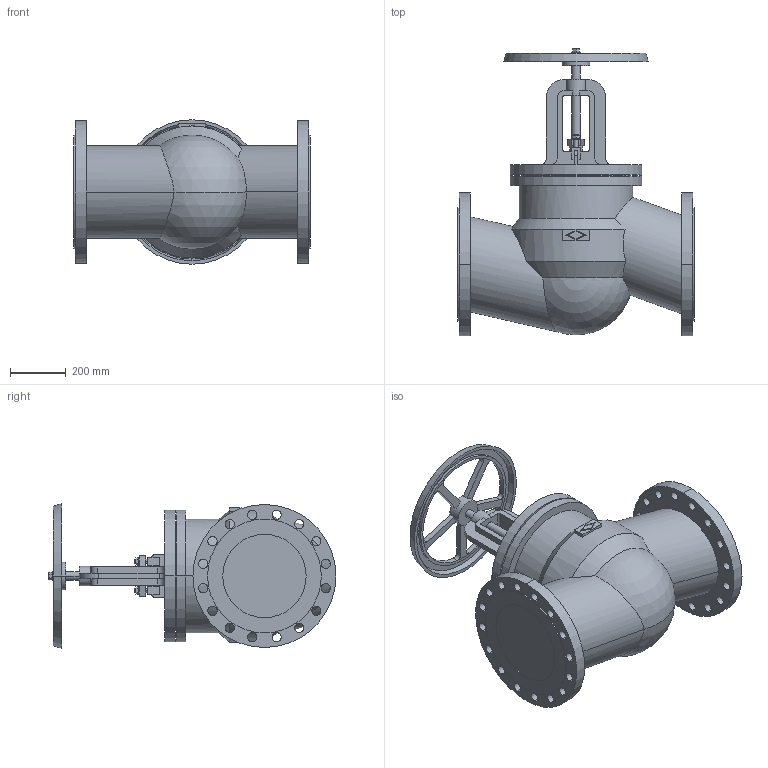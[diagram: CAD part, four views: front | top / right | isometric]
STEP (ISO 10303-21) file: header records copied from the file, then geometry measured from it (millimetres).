
FILE_DESCRIPTION(('OneSpaceDesigner STEP Export'),'2;1');
FILE_NAME('c000002065.stp','2005-12-02T11:12:35',(''),(''),'OneSpace Designer STEP processor for AP203 (Solid Model)','OneSpace Designer 13.20A 18-Aug-2005 (C) CoCreate Software GmbH','');
FILE_SCHEMA(('CONFIG_CONTROL_DESIGN'));
Length unit declared in the file: millimetre
Products named in the file (1): 1
Bounding box: 850 x 1036.83 x 520 mm (x, y, z)
Volume: 137101984.9 mm3; surface area: 2927454.2 mm2
Topology: 1 solids, 1 shells, 313 faces, 835 edges, 547 vertices
Faces by surface type: cylinder 157, plane 136, cone 18, sphere 2
Entity records: 9736 total; most frequent: CARTESIAN_POINT 2233, ORIENTED_EDGE 1666, DIRECTION 1365, EDGE_CURVE 833, VERTEX_POINT 547, AXIS2_PLACEMENT_3D 464, VECTOR 437, LINE 437
